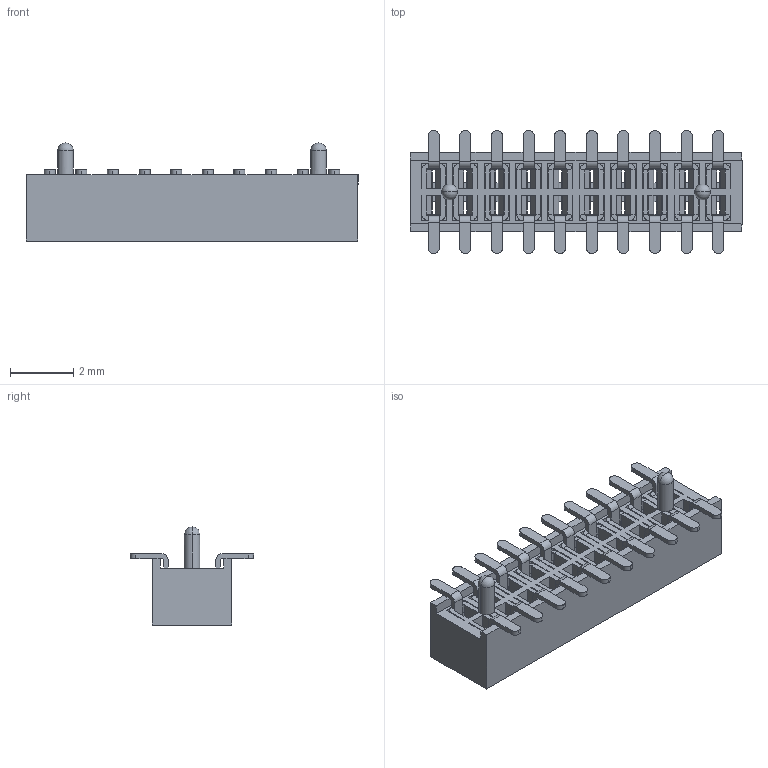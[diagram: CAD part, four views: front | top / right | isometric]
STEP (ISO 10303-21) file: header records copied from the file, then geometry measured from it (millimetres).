
FILE_DESCRIPTION (( 'STEP AP214' ), '1' );
FILE_NAME ('FFH10001-D20S1014K6MA-REF.STEP', '2025-10-09T07:40:14', ( '' ), ( '' ), 'SwSTEP 2.0', 'SolidWorks 2021', '' );
FILE_SCHEMA (( 'AUTOMOTIVE_DESIGN' ));
Length unit declared in the file: millimetre
Products named in the file (1): FFH10001-D20S1014K6MA-REF
Bounding box: 10.5 x 3.9 x 3.1 mm (x, y, z)
Volume: 37.1 mm3; surface area: 328.8 mm2
Topology: 1 solids, 1 shells, 1382 faces, 3576 edges, 2086 vertices
Faces by surface type: plane 1054, cylinder 324, sphere 4
Entity records: 41014 total; most frequent: ORIENTED_EDGE 7136, CARTESIAN_POINT 7033, DIRECTION 7002, EDGE_CURVE 3568, VECTOR 2900, LINE 2900, VERTEX_POINT 2082, AXIS2_PLACEMENT_3D 2051
